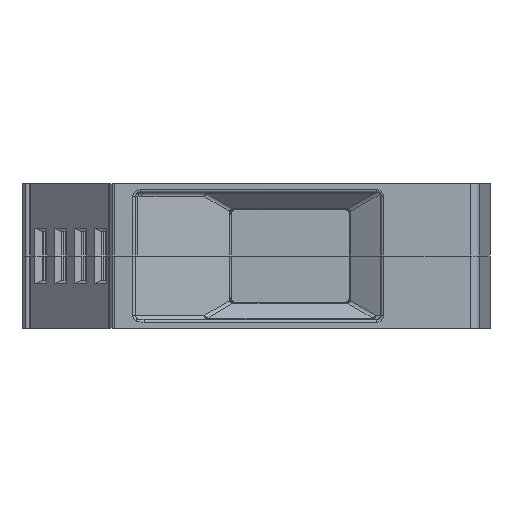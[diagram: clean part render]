
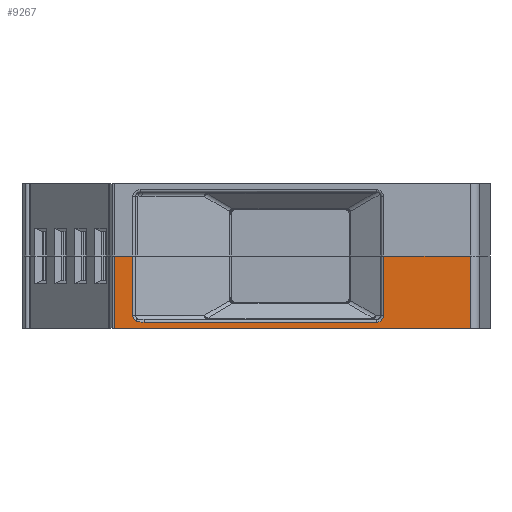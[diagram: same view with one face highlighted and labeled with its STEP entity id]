
A CAD part, left-side view. The second image highlights one B-rep face of the part: STEP entity #9267.
In plain terms, the highlighted planar face has unit normal (-1, 0, 0).
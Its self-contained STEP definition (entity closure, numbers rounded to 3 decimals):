
#273=DIRECTION('',(0.,1.,0.));
#274=VECTOR('',#273,2.076);
#275=CARTESIAN_POINT('',(-29.,39.3,0.));
#276=LINE('',#275,#274);
#2964=DIRECTION('',(0.,0.,1.));
#2965=VECTOR('',#2964,7.95);
#2966=CARTESIAN_POINT('',(-29.,2.162,-7.95));
#2967=LINE('',#2966,#2965);
#2972=DIRECTION('',(0.,-1.,0.));
#2973=VECTOR('',#2972,9.538);
#2974=CARTESIAN_POINT('',(-29.,11.7,0.));
#2975=LINE('',#2974,#2973);
#2976=DIRECTION('',(0.,1.,0.));
#2977=VECTOR('',#2976,39.214);
#2978=CARTESIAN_POINT('',(-29.,2.162,-7.95));
#2979=LINE('',#2978,#2977);
#2980=CARTESIAN_POINT('',(-29.,38.5,-6.5));
#2981=DIRECTION('',(-1.,0.,0.));
#2982=DIRECTION('',(0.,1.,0.));
#2983=AXIS2_PLACEMENT_3D('',#2980,#2981,#2982);
#2985=CARTESIAN_POINT('',(-29.,12.5,-6.5));
#2986=DIRECTION('',(-1.,0.,0.));
#2987=DIRECTION('',(0.,0.,-1.));
#2988=AXIS2_PLACEMENT_3D('',#2985,#2986,#2987);
#2994=DIRECTION('',(0.,0.,-1.));
#2995=VECTOR('',#2994,7.95);
#2996=CARTESIAN_POINT('',(-29.,41.376,0.));
#2997=LINE('',#2996,#2995);
#3724=DIRECTION('',(0.,0.,1.));
#3725=VECTOR('',#3724,6.5);
#3726=CARTESIAN_POINT('',(-29.,39.3,-6.5));
#3727=LINE('',#3726,#3725);
#3768=CARTESIAN_POINT('',(-29.,38.066,
-7.3));
#3769=CARTESIAN_POINT('',(-29.,38.174,
-7.3));
#3770=CARTESIAN_POINT('',(-29.,38.382,
-7.289));
#3771=CARTESIAN_POINT('',(-29.,38.673,
-7.245));
#3772=CARTESIAN_POINT('',(-29.,38.85,
-7.199));
#3773=CARTESIAN_POINT('',(-29.,38.935,
-7.172));
#3801=DIRECTION('',(0.,1.,0.));
#3802=VECTOR('',#3801,25.566);
#3803=CARTESIAN_POINT('',(-29.,12.5,-7.3));
#3804=LINE('',#3803,#3802);
#4163=DIRECTION('',(0.,0.,-1.));
#4164=VECTOR('',#4163,6.5);
#4165=CARTESIAN_POINT('',(-29.,11.7,0.));
#4166=LINE('',#4165,#4164);
#4362=CARTESIAN_POINT('',(-29.,41.376,-7.95));
#4363=VERTEX_POINT('',#4362);
#4364=CARTESIAN_POINT('',(-29.,2.162,-7.95));
#4365=VERTEX_POINT('',#4364);
#4870=CARTESIAN_POINT('',(-29.,2.162,0.));
#4871=VERTEX_POINT('',#4870);
#4904=CARTESIAN_POINT('',(-29.,11.7,0.));
#4906=VERTEX_POINT('',#4904);
#4926=CARTESIAN_POINT('',(-29.,39.3,0.));
#4927=VERTEX_POINT('',#4926);
#4928=CARTESIAN_POINT('',(-29.,41.376,0.));
#4929=VERTEX_POINT('',#4928);
#5246=CARTESIAN_POINT('',(-29.,39.3,-6.5));
#5247=VERTEX_POINT('',#5246);
#5248=CARTESIAN_POINT('',(-29.,38.936,-7.171));
#5249=VERTEX_POINT('',#5248);
#5250=VERTEX_POINT('',#3768);
#5251=CARTESIAN_POINT('',(-29.,12.5,-7.3));
#5252=VERTEX_POINT('',#5251);
#5253=CARTESIAN_POINT('',(-29.,11.7,-6.5));
#5254=VERTEX_POINT('',#5253);
#9242=CARTESIAN_POINT('',(-29.,0.,0.));
#9243=DIRECTION('',(-1.,0.,0.));
#9244=DIRECTION('',(0.,1.,0.));
#9245=AXIS2_PLACEMENT_3D('',#9242,#9243,#9244);
#9246=PLANE('',#9245);
#9247=ORIENTED_EDGE('',*,*,#5640,.T.);
#9248=ORIENTED_EDGE('',*,*,#9234,.F.);
#9249=ORIENTED_EDGE('',*,*,#7865,.T.);
#9251=ORIENTED_EDGE('',*,*,#9250,.F.);
#9252=ORIENTED_EDGE('',*,*,#5664,.F.);
#9254=ORIENTED_EDGE('',*,*,#9253,.F.);
#9256=ORIENTED_EDGE('',*,*,#9255,.T.);
#9258=ORIENTED_EDGE('',*,*,#9257,.F.);
#9260=ORIENTED_EDGE('',*,*,#9259,.F.);
#9262=ORIENTED_EDGE('',*,*,#9261,.T.);
#9264=ORIENTED_EDGE('',*,*,#9263,.F.);
#9265=EDGE_LOOP('',(#9247,#9248,#9249,#9251,#9252,#9254,#9256,#9258,#9260,#9262,
#9264));
#9266=FACE_OUTER_BOUND('',#9265,.F.);
#2984=CIRCLE('',#2983,0.8);
#2989=CIRCLE('',#2988,0.8);
#3774=B_SPLINE_CURVE_WITH_KNOTS('',3,(#3768,#3769,#3770,#3771,#3772,#3773),
.UNSPECIFIED.,.F.,.F.,(4,1,1,4),(0.,0.333,0.667,1.),
.UNSPECIFIED.);
#5640=EDGE_CURVE('',#4906,#4871,#2975,.T.);
#5664=EDGE_CURVE('',#4927,#4929,#276,.T.);
#7865=EDGE_CURVE('',#4365,#4363,#2979,.T.);
#9234=EDGE_CURVE('',#4365,#4871,#2967,.T.);
#9250=EDGE_CURVE('',#4929,#4363,#2997,.T.);
#9253=EDGE_CURVE('',#5247,#4927,#3727,.T.);
#9255=EDGE_CURVE('',#5247,#5249,#2984,.T.);
#9257=EDGE_CURVE('',#5250,#5249,#3774,.T.);
#9259=EDGE_CURVE('',#5252,#5250,#3804,.T.);
#9261=EDGE_CURVE('',#5252,#5254,#2989,.T.);
#9263=EDGE_CURVE('',#4906,#5254,#4166,.T.);
#9267=ADVANCED_FACE('',(#9266),#9246,.T.);
